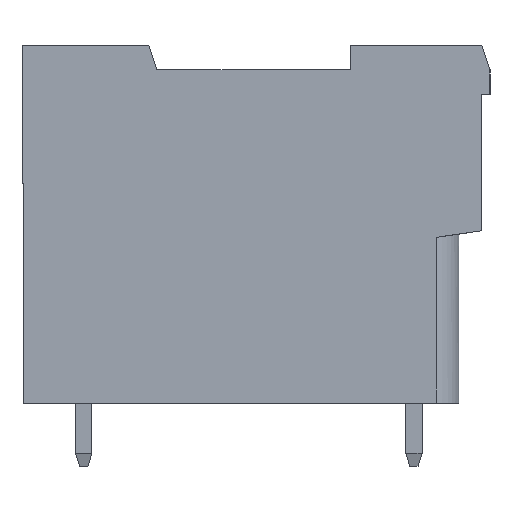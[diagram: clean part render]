
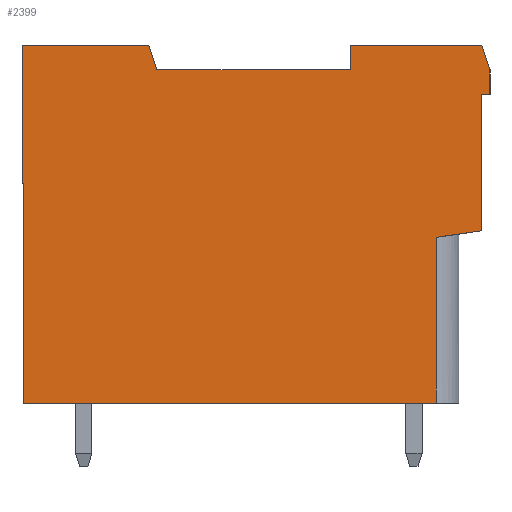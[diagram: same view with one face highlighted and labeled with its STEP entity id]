
A CAD part, left-side view. The second image highlights one B-rep face of the part: STEP entity #2399.
In plain terms, the highlighted planar face has unit normal (-1, 0, 0).
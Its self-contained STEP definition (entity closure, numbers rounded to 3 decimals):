
#2399 = ADVANCED_FACE( '', ( #5192 ), #5193, .T. );
#5192 = FACE_OUTER_BOUND( '', #8418, .T. );
#5193 = PLANE( '', #8419 );
#8418 = EDGE_LOOP( '', ( #15321, #15322, #15323, #15324, #15325, #15326, #15327, #15328, #15329, #15330, #15331, #15332, #15333, #15334, #15335 ) );
#8419 = AXIS2_PLACEMENT_3D( '', #15336, #15337, #15338 );
#15321 = ORIENTED_EDGE( '', *, *, #21263, .T. );
#15322 = ORIENTED_EDGE( '', *, *, #19672, .T. );
#15323 = ORIENTED_EDGE( '', *, *, #22433, .T. );
#15324 = ORIENTED_EDGE( '', *, *, #22434, .T. );
#15325 = ORIENTED_EDGE( '', *, *, #19591, .T. );
#15326 = ORIENTED_EDGE( '', *, *, #22435, .T. );
#15327 = ORIENTED_EDGE( '', *, *, #22436, .F. );
#15328 = ORIENTED_EDGE( '', *, *, #22017, .T. );
#15329 = ORIENTED_EDGE( '', *, *, #21049, .T. );
#15330 = ORIENTED_EDGE( '', *, *, #21188, .T. );
#15331 = ORIENTED_EDGE( '', *, *, #22358, .T. );
#15332 = ORIENTED_EDGE( '', *, *, #22437, .T. );
#15333 = ORIENTED_EDGE( '', *, *, #20338, .T. );
#15334 = ORIENTED_EDGE( '', *, *, #22438, .T. );
#15335 = ORIENTED_EDGE( '', *, *, #21102, .T. );
#15336 = CARTESIAN_POINT( '', ( -25.4, 0., 0. ) );
#15337 = DIRECTION( '', ( -1., 0., 0. ) );
#15338 = DIRECTION( '', ( 0., 0., 1. ) );
#19591 = EDGE_CURVE( '', #23447, #23445, #23448, .T. );
#19672 = EDGE_CURVE( '', #23600, #23598, #23601, .T. );
#20338 = EDGE_CURVE( '', #24809, #24810, #24811, .T. );
#21049 = EDGE_CURVE( '', #26004, #26002, #26005, .T. );
#21102 = EDGE_CURVE( '', #26099, #26097, #26100, .F. );
#21188 = EDGE_CURVE( '', #26002, #26224, #26226, .T. );
#21263 = EDGE_CURVE( '', #26097, #23600, #26342, .T. );
#22017 = EDGE_CURVE( '', #27447, #26004, #27448, .T. );
#22358 = EDGE_CURVE( '', #26224, #27907, #27909, .T. );
#22433 = EDGE_CURVE( '', #23598, #28011, #28012, .T. );
#22434 = EDGE_CURVE( '', #28011, #23447, #28013, .F. );
#22435 = EDGE_CURVE( '', #23445, #28014, #28015, .T. );
#22436 = EDGE_CURVE( '', #27447, #28014, #28016, .T. );
#22437 = EDGE_CURVE( '', #27907, #24809, #28017, .T. );
#22438 = EDGE_CURVE( '', #24810, #26099, #28018, .T. );
#23445 = VERTEX_POINT( '', #29171 );
#23447 = VERTEX_POINT( '', #29174 );
#23448 = LINE( '', #29175, #29176 );
#23598 = VERTEX_POINT( '', #29380 );
#23600 = VERTEX_POINT( '', #29383 );
#23601 = LINE( '', #29384, #29385 );
#24809 = VERTEX_POINT( '', #31106 );
#24810 = VERTEX_POINT( '', #31107 );
#24811 = LINE( '', #31108, #31109 );
#26002 = VERTEX_POINT( '', #32888 );
#26004 = VERTEX_POINT( '', #32890 );
#26005 = LINE( '', #32891, #32892 );
#26097 = VERTEX_POINT( '', #33031 );
#26099 = VERTEX_POINT( '', #33034 );
#26100 = LINE( '', #33035, #33036 );
#26224 = VERTEX_POINT( '', #33223 );
#26226 = LINE( '', #33225, #33226 );
#26342 = LINE( '', #33394, #33395 );
#27447 = VERTEX_POINT( '', #35129 );
#27448 = LINE( '', #35130, #35131 );
#27907 = VERTEX_POINT( '', #35866 );
#27909 = LINE( '', #35869, #35870 );
#28011 = VERTEX_POINT( '', #36010 );
#28012 = LINE( '', #36011, #36012 );
#28013 = LINE( '', #36013, #36014 );
#28014 = VERTEX_POINT( '', #36015 );
#28015 = LINE( '', #36016, #36017 );
#28016 = LINE( '', #36018, #36019 );
#28017 = LINE( '', #36020, #36021 );
#28018 = LINE( '', #36022, #36023 );
#29171 = CARTESIAN_POINT( '', ( -25.4, 14.25, 11. ) );
#29174 = CARTESIAN_POINT( '', ( -25.4, 6.45, 11. ) );
#29175 = CARTESIAN_POINT( '', ( -25.4, 5.95, 11. ) );
#29176 = VECTOR( '', #37620, 1000. );
#29380 = CARTESIAN_POINT( '', ( -25.4, -5.95, 9.5 ) );
#29383 = CARTESIAN_POINT( '', ( -25.4, -5.95, 11. ) );
#29384 = CARTESIAN_POINT( '', ( -25.4, -5.95, 11. ) );
#29385 = VECTOR( '', #37724, 1000. );
#31106 = CARTESIAN_POINT( '', ( -25.4, -14.05, 8. ) );
#31107 = CARTESIAN_POINT( '', ( -25.4, -14.55, 8. ) );
#31108 = CARTESIAN_POINT( '', ( -25.4, -14.55, 8. ) );
#31109 = VECTOR( '', #38406, 1000. );
#32888 = CARTESIAN_POINT( '', ( -25.4, -11.25, -11. ) );
#32890 = CARTESIAN_POINT( '', ( -25.4, 14.15, -11. ) );
#32891 = CARTESIAN_POINT( '', ( -25.4, 14.25, -11. ) );
#32892 = VECTOR( '', #39079, 1000. );
#33031 = CARTESIAN_POINT( '', ( -25.4, -14.05, 11. ) );
#33034 = CARTESIAN_POINT( '', ( -25.4, -14.55, 9.5 ) );
#33035 = CARTESIAN_POINT( '', ( -25.4, -15.945, 5.315 ) );
#33036 = VECTOR( '', #39131, 1000. );
#33223 = CARTESIAN_POINT( '', ( -25.4, -11.25, -0.8 ) );
#33225 = CARTESIAN_POINT( '', ( -25.4, -11.25, -11. ) );
#33226 = VECTOR( '', #39201, 1000. );
#33394 = CARTESIAN_POINT( '', ( -25.4, -14.55, 11. ) );
#33395 = VECTOR( '', #39266, 1000. );
#35129 = CARTESIAN_POINT( '', ( -25.4, 14.15, 2.5 ) );
#35130 = CARTESIAN_POINT( '', ( -25.4, 14.15, 2.5 ) );
#35131 = VECTOR( '', #39923, 1000. );
#35866 = CARTESIAN_POINT( '', ( -25.4, -14.05, -0.4 ) );
#35869 = CARTESIAN_POINT( '', ( -25.4, -11.25, -0.8 ) );
#35870 = VECTOR( '', #40189, 1000. );
#36010 = CARTESIAN_POINT( '', ( -25.4, 5.95, 9.5 ) );
#36011 = CARTESIAN_POINT( '', ( -25.4, -5.95, 9.5 ) );
#36012 = VECTOR( '', #40261, 1000. );
#36013 = CARTESIAN_POINT( '', ( -25.4, 2.505, -0.835 ) );
#36014 = VECTOR( '', #40262, 1000. );
#36015 = CARTESIAN_POINT( '', ( -25.4, 14.25, 2.5 ) );
#36016 = CARTESIAN_POINT( '', ( -25.4, 14.25, 11. ) );
#36017 = VECTOR( '', #40263, 1000. );
#36018 = CARTESIAN_POINT( '', ( -25.4, 14.15, 2.5 ) );
#36019 = VECTOR( '', #40264, 1000. );
#36020 = CARTESIAN_POINT( '', ( -25.4, -14.05, 8. ) );
#36021 = VECTOR( '', #40265, 1000. );
#36022 = CARTESIAN_POINT( '', ( -25.4, -14.55, 8. ) );
#36023 = VECTOR( '', #40266, 1000. );
#37620 = DIRECTION( '', ( 0., 1., 0. ) );
#37724 = DIRECTION( '', ( 0., 0., -1. ) );
#38406 = DIRECTION( '', ( 0., -1., 0. ) );
#39079 = DIRECTION( '', ( 0., -1., 0. ) );
#39131 = DIRECTION( '', ( 0., -0.316, -0.949 ) );
#39201 = DIRECTION( '', ( 0., 0., 1. ) );
#39266 = DIRECTION( '', ( 0., 1., 0. ) );
#39923 = DIRECTION( '', ( 0., 0., -1. ) );
#40189 = DIRECTION( '', ( 0., -0.99, 0.141 ) );
#40261 = DIRECTION( '', ( 0., 1., 0. ) );
#40262 = DIRECTION( '', ( 0., -0.316, -0.949 ) );
#40263 = DIRECTION( '', ( 0., 0., -1. ) );
#40264 = DIRECTION( '', ( 0., 1., 0. ) );
#40265 = DIRECTION( '', ( 0., 0., 1. ) );
#40266 = DIRECTION( '', ( 0., 0., 1. ) );
